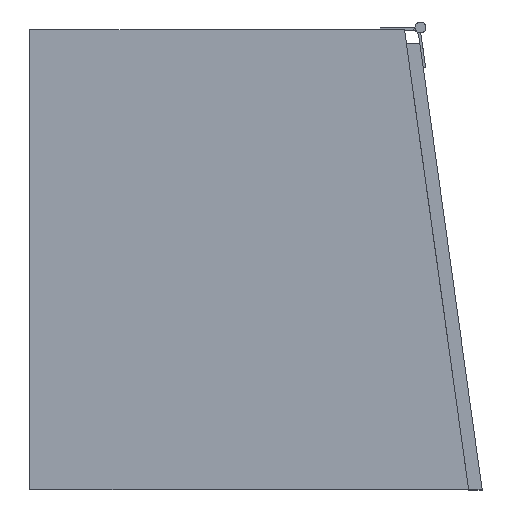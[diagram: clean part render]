
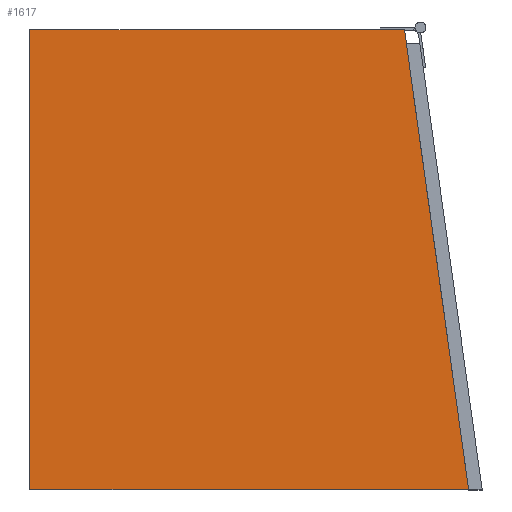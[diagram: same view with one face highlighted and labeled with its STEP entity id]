
A CAD part, top view. The second image highlights one B-rep face of the part: STEP entity #1617.
In plain terms, the highlighted planar face has unit normal (0, 0, 1).
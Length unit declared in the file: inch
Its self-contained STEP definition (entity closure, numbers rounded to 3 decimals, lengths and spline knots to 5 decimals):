
#81 = EDGE_CURVE ( 'NONE', #345, #893, #1084, .T. ) ;
#137 = DIRECTION ( 'NONE',  ( 1., 0., 0. ) ) ;
#163 = EDGE_CURVE ( 'NONE', #2481, #1007, #2376, .T. ) ;
#179 = CARTESIAN_POINT ( 'NONE',  ( 10.5, 12.875, 21.5 ) ) ;
#336 = PLANE ( 'NONE',  #2933 ) ;
#338 = CARTESIAN_POINT ( 'NONE',  ( -10.5, 12.875, 21.5 ) ) ;
#345 = VERTEX_POINT ( 'NONE', #2526 ) ;
#399 = CARTESIAN_POINT ( 'NONE',  ( -10.5, -12.875, 21.5 ) ) ;
#482 = DIRECTION ( 'NONE',  ( 0., -1., 0. ) ) ;
#514 = DIRECTION ( 'NONE',  ( -1., 0., 0. ) ) ;
#893 = VERTEX_POINT ( 'NONE', #338 ) ;
#964 = CARTESIAN_POINT ( 'NONE',  ( 0., 0., 21.5 ) ) ;
#1007 = VERTEX_POINT ( 'NONE', #3295 ) ;
#1084 = LINE ( 'NONE', #179, #2191 ) ;
#1273 = ORIENTED_EDGE ( 'NONE', *, *, #3562, .T. ) ;
#1342 = LINE ( 'NONE', #3787, #1960 ) ;
#1424 = EDGE_LOOP ( 'NONE', ( #3092, #1504, #3521, #1273 ) ) ;
#1504 = ORIENTED_EDGE ( 'NONE', *, *, #2266, .T. ) ;
#1617 = ADVANCED_FACE ( 'NONE', ( #2869 ), #336, .F. ) ;
#1837 = DIRECTION ( 'NONE',  ( -0.138, 0.99, 0. ) ) ;
#1960 = VECTOR ( 'NONE', #1837, 39.37008 ) ;
#2191 = VECTOR ( 'NONE', #514, 39.37008 ) ;
#2266 = EDGE_CURVE ( 'NONE', #893, #2481, #3101, .T. ) ;
#2376 = LINE ( 'NONE', #3673, #2923 ) ;
#2481 = VERTEX_POINT ( 'NONE', #399 ) ;
#2526 = CARTESIAN_POINT ( 'NONE',  ( 10.5, 12.875, 21.5 ) ) ;
#2869 = FACE_OUTER_BOUND ( 'NONE', #1424, .T. ) ;
#2923 = VECTOR ( 'NONE', #137, 39.37008 ) ;
#2933 = AXIS2_PLACEMENT_3D ( 'NONE', #964, #3829, #3529 ) ;
#3092 = ORIENTED_EDGE ( 'NONE', *, *, #81, .T. ) ;
#3101 = LINE ( 'NONE', #4017, #3451 ) ;
#3295 = CARTESIAN_POINT ( 'NONE',  ( 14.09687, -12.875, 21.5 ) ) ;
#3451 = VECTOR ( 'NONE', #482, 39.37008 ) ;
#3521 = ORIENTED_EDGE ( 'NONE', *, *, #163, .T. ) ;
#3529 = DIRECTION ( 'NONE',  ( -1., 0., 0. ) ) ;
#3562 = EDGE_CURVE ( 'NONE', #1007, #345, #1342, .T. ) ;
#3673 = CARTESIAN_POINT ( 'NONE',  ( -10.5, -12.875, 21.5 ) ) ;
#3787 = CARTESIAN_POINT ( 'NONE',  ( 14.09687, -12.875, 21.5 ) ) ;
#3829 = DIRECTION ( 'NONE',  ( 0., 0., -1. ) ) ;
#4017 = CARTESIAN_POINT ( 'NONE',  ( -10.5, -12.875, 21.5 ) ) ;
